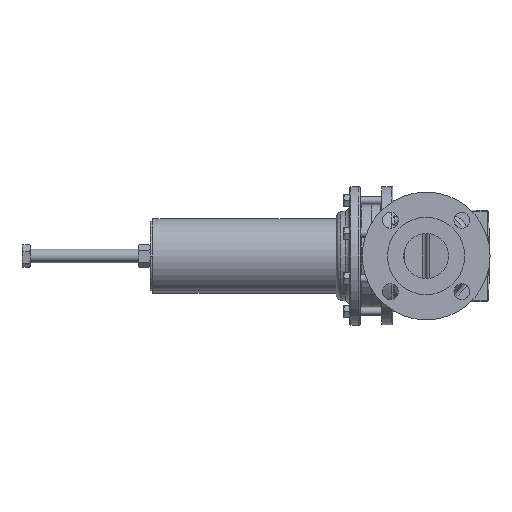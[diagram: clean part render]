
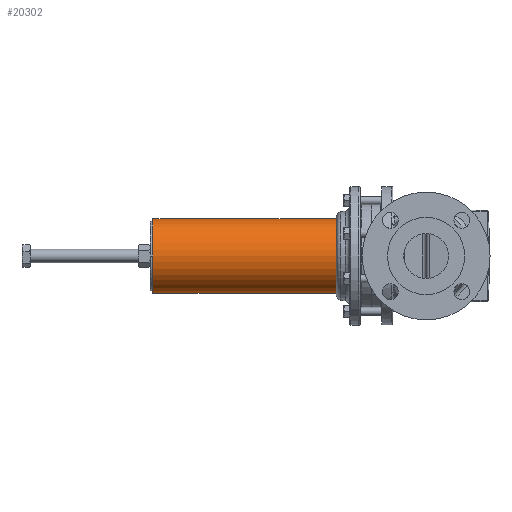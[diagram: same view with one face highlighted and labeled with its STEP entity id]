
A CAD part, left-side view. The second image highlights one B-rep face of the part: STEP entity #20302.
In plain terms, the highlighted cylindrical face has radius 44.45 mm (diameter 88.9 mm), a partial arc.
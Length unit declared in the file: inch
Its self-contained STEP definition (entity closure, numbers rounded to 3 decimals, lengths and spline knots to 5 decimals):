
#260 = CYLINDRICAL_SURFACE ( 'NONE', #11400, 1.75 ) ;
#1616 = CARTESIAN_POINT ( 'NONE',  ( -0.05313, 9.88121, 1.7492 ) ) ;
#1754 = VERTEX_POINT ( 'NONE', #10492 ) ;
#2641 = DIRECTION ( 'NONE',  ( 0., -1., 0. ) ) ;
#3322 = CARTESIAN_POINT ( 'NONE',  ( 0., 12.8325, -1.75 ) ) ;
#3505 = CARTESIAN_POINT ( 'NONE',  ( 0., 4.217, 0. ) ) ;
#3670 = CARTESIAN_POINT ( 'NONE',  ( -0.0194, 9.7483, 1.7499 ) ) ;
#3760 = CARTESIAN_POINT ( 'NONE',  ( -0.04247, 9.89813, 1.74949 ) ) ;
#4204 = ORIENTED_EDGE ( 'NONE', *, *, #25163, .T. ) ;
#4310 = CARTESIAN_POINT ( 'NONE',  ( 0., 12.8325, 0. ) ) ;
#5241 = ORIENTED_EDGE ( 'NONE', *, *, #12874, .T. ) ;
#5424 = ORIENTED_EDGE ( 'NONE', *, *, #13165, .T. ) ;
#5456 = DIRECTION ( 'NONE',  ( 0., -1., 0. ) ) ;
#5460 = VERTEX_POINT ( 'NONE', #21866 ) ;
#5642 = DIRECTION ( 'NONE',  ( 0., 0., 1. ) ) ;
#5813 = CARTESIAN_POINT ( 'NONE',  ( -0.03597, 9.75946, 1.74965 ) ) ;
#5910 = CARTESIAN_POINT ( 'NONE',  ( -0.03208, 9.90892, 1.74971 ) ) ;
#6386 = LINE ( 'NONE', #16137, #10713 ) ;
#6454 = DIRECTION ( 'NONE',  ( 0., 0., 1. ) ) ;
#6721 = VECTOR ( 'NONE', #24090, 39.37008 ) ;
#6799 = EDGE_LOOP ( 'NONE', ( #25012, #25016, #5424, #5241, #12530, #4204 ) ) ;
#7940 = CARTESIAN_POINT ( 'NONE',  ( -0.05263, 9.78435, 1.74922 ) ) ;
#8028 = CARTESIAN_POINT ( 'NONE',  ( -0.0194, 9.9169, 1.7499 ) ) ;
#8143 = VECTOR ( 'NONE', #2641, 39.37008 ) ;
#8252 = DIRECTION ( 'NONE',  ( 0., -1., 0. ) ) ;
#8587 = EDGE_CURVE ( 'NONE', #22515, #1754, #14567, .T. ) ;
#8682 = VERTEX_POINT ( 'NONE', #26920 ) ;
#9251 = CARTESIAN_POINT ( 'NONE',  ( 0., 12.8325, -1.75 ) ) ;
#10079 = CARTESIAN_POINT ( 'NONE',  ( -0.06119, 9.81291, 1.74893 ) ) ;
#10124 = VERTEX_POINT ( 'NONE', #10161 ) ;
#10161 = CARTESIAN_POINT ( 'NONE',  ( 0., 9.92089, 1.75 ) ) ;
#10179 = CARTESIAN_POINT ( 'NONE',  ( -0.00505, 9.92089, 1.75 ) ) ;
#10492 = CARTESIAN_POINT ( 'NONE',  ( 0., 12.8325, 1.75 ) ) ;
#10595 = EDGE_CURVE ( 'NONE', #24692, #8682, #13822, .T. ) ;
#10713 = VECTOR ( 'NONE', #5456, 39.37008 ) ;
#11400 = AXIS2_PLACEMENT_3D ( 'NONE', #16626, #8252, #18750 ) ;
#11429 = LINE ( 'NONE', #9251, #6721 ) ;
#12128 = CARTESIAN_POINT ( 'NONE',  ( 0., 9.74411, 1.75 ) ) ;
#12230 = CARTESIAN_POINT ( 'NONE',  ( -0.06256, 9.84272, 1.74888 ) ) ;
#12530 = ORIENTED_EDGE ( 'NONE', *, *, #10595, .F. ) ;
#12837 = EDGE_CURVE ( 'NONE', #1754, #10124, #6386, .T. ) ;
#12874 = EDGE_CURVE ( 'NONE', #5460, #8682, #21392, .T. ) ;
#13165 = EDGE_CURVE ( 'NONE', #22515, #5460, #11429, .T. ) ;
#13254 = CARTESIAN_POINT ( 'NONE',  ( 0., 12.8325, 1.75 ) ) ;
#13822 = LINE ( 'NONE', #13254, #8143 ) ;
#14392 = CARTESIAN_POINT ( 'NONE',  ( -0.05671, 9.87199, 1.74908 ) ) ;
#14514 = B_SPLINE_CURVE_WITH_KNOTS ( 'NONE', 3,
 ( #12128, #24819, #16491, #3670, #18635, #5813, #20727, #7940, #22819, #10079, #24899, #12230, #26981, #14392, #1616, #16589, #3760, #18716, #5910, #20824, #8028, #22912, #10179, #24994 ),
 .UNSPECIFIED., .F., .F.,
 ( 4, 2, 2, 2, 2, 2, 2, 2, 2, 2, 2, 4 ),
 ( 0.00605, 0.00643, 0.00681, 0.00756, 0.00832, 0.00907, 0.00983, 0.01059, 0.01096, 0.01134, 0.01172, 0.0121 ),
 .UNSPECIFIED. ) ;
#14567 = CIRCLE ( 'NONE', #24868, 1.75 ) ;
#16137 = CARTESIAN_POINT ( 'NONE',  ( 0., 12.8325, 1.75 ) ) ;
#16491 = CARTESIAN_POINT ( 'NONE',  ( -0.01, 9.745, 1.74998 ) ) ;
#16589 = CARTESIAN_POINT ( 'NONE',  ( -0.0454, 9.8941, 1.74941 ) ) ;
#16626 = CARTESIAN_POINT ( 'NONE',  ( 0., 12.8325, 0. ) ) ;
#18457 = DIRECTION ( 'NONE',  ( 0., 1., 0. ) ) ;
#18635 = CARTESIAN_POINT ( 'NONE',  ( -0.02388, 9.75073, 1.74984 ) ) ;
#18716 = CARTESIAN_POINT ( 'NONE',  ( -0.03584, 9.90552, 1.74964 ) ) ;
#18750 = DIRECTION ( 'NONE',  ( 0., 0., -1. ) ) ;
#19274 = DIRECTION ( 'NONE',  ( 0., 1., 0. ) ) ;
#20302 = ADVANCED_FACE ( 'NONE', ( #23533 ), #260, .T. ) ;
#20727 = CARTESIAN_POINT ( 'NONE',  ( -0.04252, 9.7673, 1.74949 ) ) ;
#20824 = CARTESIAN_POINT ( 'NONE',  ( -0.0239, 9.91459, 1.74984 ) ) ;
#21392 = CIRCLE ( 'NONE', #22183, 1.75 ) ;
#21866 = CARTESIAN_POINT ( 'NONE',  ( 0., 4.217, -1.75 ) ) ;
#22183 = AXIS2_PLACEMENT_3D ( 'NONE', #3505, #18457, #5642 ) ;
#22515 = VERTEX_POINT ( 'NONE', #3322 ) ;
#22819 = CARTESIAN_POINT ( 'NONE',  ( -0.05632, 9.79377, 1.7491 ) ) ;
#22912 = CARTESIAN_POINT ( 'NONE',  ( -0.00993, 9.92006, 1.74998 ) ) ;
#23533 = FACE_OUTER_BOUND ( 'NONE', #6799, .T. ) ;
#24090 = DIRECTION ( 'NONE',  ( 0., -1., 0. ) ) ;
#24692 = VERTEX_POINT ( 'NONE', #26036 ) ;
#24819 = CARTESIAN_POINT ( 'NONE',  ( -0.00496, 9.74411, 1.75 ) ) ;
#24868 = AXIS2_PLACEMENT_3D ( 'NONE', #4310, #19274, #6454 ) ;
#24899 = CARTESIAN_POINT ( 'NONE',  ( -0.06243, 9.82291, 1.74889 ) ) ;
#24994 = CARTESIAN_POINT ( 'NONE',  ( 0., 9.92089, 1.75 ) ) ;
#25012 = ORIENTED_EDGE ( 'NONE', *, *, #12837, .F. ) ;
#25016 = ORIENTED_EDGE ( 'NONE', *, *, #8587, .F. ) ;
#25163 = EDGE_CURVE ( 'NONE', #24692, #10124, #14514, .T. ) ;
#26036 = CARTESIAN_POINT ( 'NONE',  ( 0., 9.74411, 1.75 ) ) ;
#26920 = CARTESIAN_POINT ( 'NONE',  ( 0., 4.217, 1.75 ) ) ;
#26981 = CARTESIAN_POINT ( 'NONE',  ( -0.06147, 9.85259, 1.74892 ) ) ;
